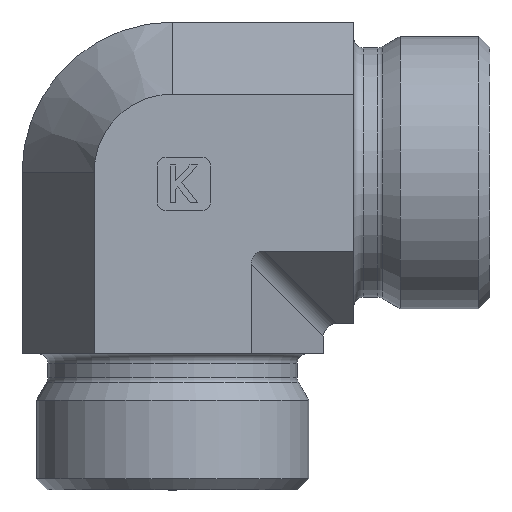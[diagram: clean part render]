
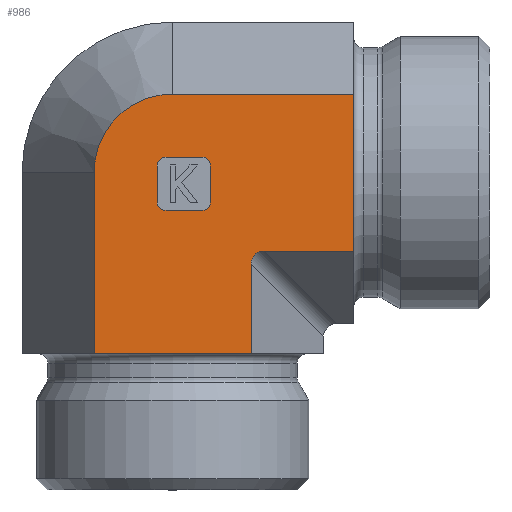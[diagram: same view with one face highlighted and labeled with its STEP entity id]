
A CAD part, left-side view. The second image highlights one B-rep face of the part: STEP entity #986.
In plain terms, the highlighted planar face has unit normal (-1, 0, 0).
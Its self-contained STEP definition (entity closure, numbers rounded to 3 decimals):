
#221=CARTESIAN_POINT('',(-35.285,-0.848,2.));
#222=VERTEX_POINT('',#221);
#231=CARTESIAN_POINT('',(-35.285,19.936,2.));
#232=VERTEX_POINT('',#231);
#233=CARTESIAN_POINT('',(-35.285,19.936,2.));
#234=DIRECTION('',(0.0,-1.0,0.0));
#235=VECTOR('',#234,20.785);
#236=LINE('',#233,#235);
#237=EDGE_CURVE('',#232,#222,#236,.T.);
#433=CARTESIAN_POINT('',(-35.285,-0.848,13.876));
#434=VERTEX_POINT('',#433);
#441=CARTESIAN_POINT('',(-35.285,-0.848,2.));
#442=DIRECTION('',(0.0,0.0,1.0));
#443=VECTOR('',#442,11.876);
#444=LINE('',#441,#443);
#445=EDGE_CURVE('',#222,#434,#444,.T.);
#807=CARTESIAN_POINT('',(-35.285,-14.456,15.608));
#808=VERTEX_POINT('',#807);
#809=CARTESIAN_POINT('',(-35.285,-14.456,36.392));
#810=VERTEX_POINT('',#809);
#811=CARTESIAN_POINT('',(-35.285,-14.456,15.608));
#812=DIRECTION('',(0.0,0.0,1.0));
#813=VECTOR('',#812,20.785);
#814=LINE('',#811,#813);
#815=EDGE_CURVE('',#808,#810,#814,.T.);
#868=CARTESIAN_POINT('',(-35.285,-0.848,0.0));
#869=DIRECTION('',(-1.0,0.0,0.0));
#870=DIRECTION('',(0.0,0.0,1.0));
#871=AXIS2_PLACEMENT_3D('',#868,#869,#870);
#872=PLANE('',#871);
#873=ORIENTED_EDGE('',*,*,#237,.T.);
#874=ORIENTED_EDGE('',*,*,#445,.T.);
#875=CARTESIAN_POINT('',(-35.285,-2.58,15.608));
#876=VERTEX_POINT('',#875);
#877=CARTESIAN_POINT('',(-35.285,-3.158,13.298));
#878=DIRECTION('',(-1.0,0.0,0.0));
#879=DIRECTION('',(0.0,0.707,0.707));
#880=AXIS2_PLACEMENT_3D('',#877,#878,#879);
#881=ELLIPSE('',#880,2.582,2.0);
#882=EDGE_CURVE('',#876,#434,#881,.T.);
#883=ORIENTED_EDGE('',*,*,#882,.F.);
#884=CARTESIAN_POINT('',(-35.285,-2.58,15.608));
#885=DIRECTION('',(0.0,-1.0,0.0));
#886=VECTOR('',#885,11.876);
#887=LINE('',#884,#886);
#888=EDGE_CURVE('',#876,#808,#887,.T.);
#889=ORIENTED_EDGE('',*,*,#888,.T.);
#890=ORIENTED_EDGE('',*,*,#815,.T.);
#891=CARTESIAN_POINT('',(-35.285,9.544,36.392));
#892=VERTEX_POINT('',#891);
#893=CARTESIAN_POINT('',(-35.285,9.544,36.392));
#894=DIRECTION('',(0.0,-1.0,0.0));
#895=VECTOR('',#894,24.);
#896=LINE('',#893,#895);
#897=EDGE_CURVE('',#892,#810,#896,.T.);
#898=ORIENTED_EDGE('',*,*,#897,.F.);
#899=CARTESIAN_POINT('',(-35.285,19.936,26.));
#900=VERTEX_POINT('',#899);
#901=CARTESIAN_POINT('',(-35.285,9.544,26.));
#902=DIRECTION('',(-1.0,0.0,0.0));
#903=DIRECTION('',(0.0,0.0,1.0));
#904=AXIS2_PLACEMENT_3D('',#901,#902,#903);
#905=CIRCLE('',#904,10.392);
#906=EDGE_CURVE('',#892,#900,#905,.T.);
#907=ORIENTED_EDGE('',*,*,#906,.T.);
#908=CARTESIAN_POINT('',(-35.285,19.936,2.));
#909=DIRECTION('',(0.0,0.0,1.0));
#910=VECTOR('',#909,24.);
#911=LINE('',#908,#910);
#912=EDGE_CURVE('',#232,#900,#911,.T.);
#913=ORIENTED_EDGE('',*,*,#912,.F.);
#914=EDGE_LOOP('',(#873,#874,#883,#889,#890,#898,#907,#913));
#915=FACE_OUTER_BOUND('',#914,.T.);
#916=CARTESIAN_POINT('',(-35.285,5.544,21.));
#917=VERTEX_POINT('',#916);
#918=CARTESIAN_POINT('',(-35.285,10.544,21.));
#919=VERTEX_POINT('',#918);
#920=CARTESIAN_POINT('',(-35.285,5.544,21.));
#921=DIRECTION('',(0.0,1.0,0.0));
#922=VECTOR('',#921,5.);
#923=LINE('',#920,#922);
#924=EDGE_CURVE('',#917,#919,#923,.T.);
#925=ORIENTED_EDGE('',*,*,#924,.T.);
#926=CARTESIAN_POINT('',(-35.285,11.544,22.));
#927=VERTEX_POINT('',#926);
#928=CARTESIAN_POINT('',(-35.285,10.544,22.));
#929=DIRECTION('',(-1.0,0.0,0.0));
#930=DIRECTION('',(0.0,0.707,-0.707));
#931=AXIS2_PLACEMENT_3D('',#928,#929,#930);
#932=CIRCLE('',#931,1.0);
#933=EDGE_CURVE('',#927,#919,#932,.T.);
#934=ORIENTED_EDGE('',*,*,#933,.F.);
#935=CARTESIAN_POINT('',(-35.285,11.544,27.));
#936=VERTEX_POINT('',#935);
#937=CARTESIAN_POINT('',(-35.285,11.544,22.));
#938=DIRECTION('',(0.0,0.0,1.0));
#939=VECTOR('',#938,5.);
#940=LINE('',#937,#939);
#941=EDGE_CURVE('',#927,#936,#940,.T.);
#942=ORIENTED_EDGE('',*,*,#941,.T.);
#943=CARTESIAN_POINT('',(-35.285,10.544,28.));
#944=VERTEX_POINT('',#943);
#945=CARTESIAN_POINT('',(-35.285,10.544,27.));
#946=DIRECTION('',(-1.0,0.0,0.0));
#947=DIRECTION('',(0.0,0.707,0.707));
#948=AXIS2_PLACEMENT_3D('',#945,#946,#947);
#949=CIRCLE('',#948,1.0);
#950=EDGE_CURVE('',#944,#936,#949,.T.);
#951=ORIENTED_EDGE('',*,*,#950,.F.);
#952=CARTESIAN_POINT('',(-35.285,5.544,28.));
#953=VERTEX_POINT('',#952);
#954=CARTESIAN_POINT('',(-35.285,10.544,28.));
#955=DIRECTION('',(0.0,-1.0,0.0));
#956=VECTOR('',#955,5.);
#957=LINE('',#954,#956);
#958=EDGE_CURVE('',#944,#953,#957,.T.);
#959=ORIENTED_EDGE('',*,*,#958,.T.);
#960=CARTESIAN_POINT('',(-35.285,4.544,27.));
#961=VERTEX_POINT('',#960);
#962=CARTESIAN_POINT('',(-35.285,5.544,27.));
#963=DIRECTION('',(-1.0,0.0,0.0));
#964=DIRECTION('',(0.0,-0.707,0.707));
#965=AXIS2_PLACEMENT_3D('',#962,#963,#964);
#966=CIRCLE('',#965,1.0);
#967=EDGE_CURVE('',#961,#953,#966,.T.);
#968=ORIENTED_EDGE('',*,*,#967,.F.);
#969=CARTESIAN_POINT('',(-35.285,4.544,22.));
#970=VERTEX_POINT('',#969);
#971=CARTESIAN_POINT('',(-35.285,4.544,27.));
#972=DIRECTION('',(0.0,0.0,-1.0));
#973=VECTOR('',#972,5.);
#974=LINE('',#971,#973);
#975=EDGE_CURVE('',#961,#970,#974,.T.);
#976=ORIENTED_EDGE('',*,*,#975,.T.);
#977=CARTESIAN_POINT('',(-35.285,5.544,22.));
#978=DIRECTION('',(-1.0,0.0,0.0));
#979=DIRECTION('',(0.0,-0.707,-0.707));
#980=AXIS2_PLACEMENT_3D('',#977,#978,#979);
#981=CIRCLE('',#980,1.0);
#982=EDGE_CURVE('',#917,#970,#981,.T.);
#983=ORIENTED_EDGE('',*,*,#982,.F.);
#984=EDGE_LOOP('',(#925,#934,#942,#951,#959,#968,#976,#983));
#985=FACE_BOUND('',#984,.T.);
#986=ADVANCED_FACE('',(#915,#985),#872,.T.);
